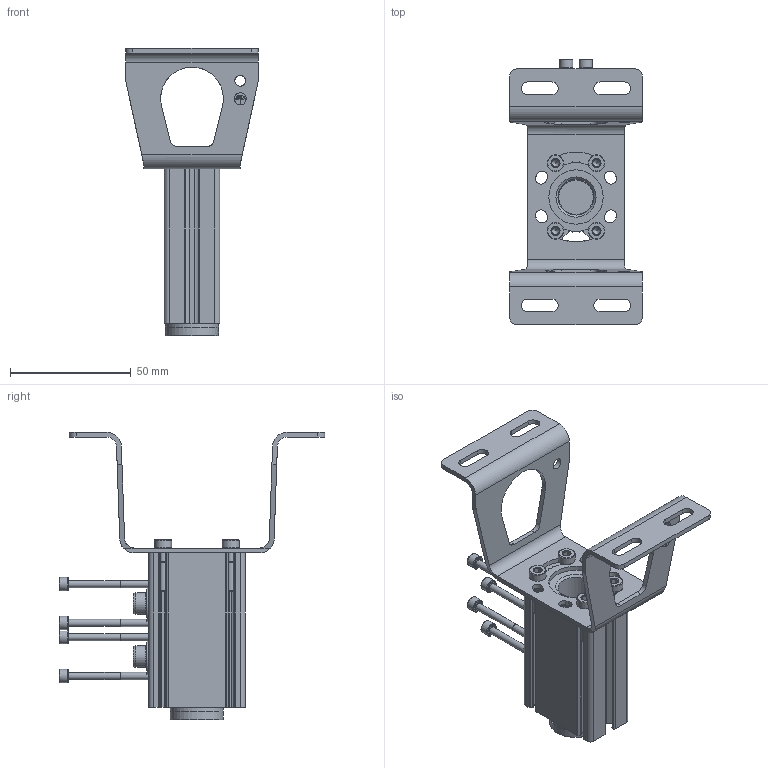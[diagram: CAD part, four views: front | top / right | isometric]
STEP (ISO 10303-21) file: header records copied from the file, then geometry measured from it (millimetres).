
FILE_DESCRIPTION(/* description */ ('STEP AP214'),/* implementation_level */ '2;1');
FILE_NAME(/* name */ '576414_VABM-B10-20-G38-2-P53-E',/* time_stamp */ '2024-09-15T21:15:54+02:00',/* author */ ('License CC BY-ND 4.0'),/* organization */ ('CADENAS'),/* preprocessor_version */ 'ST-DEVELOPER v19.3',/* originating_system */ 'PARTsolutions',/* authorisation */ ' ');
FILE_SCHEMA (('AUTOMOTIVE_DESIGN {1 0 10303 214 3 1 1}'));
Length unit declared in the file: millimetre
Products named in the file (7): 576414 VABM-B10-20-G38-2-P53-E; 576414 VABM-B10-20-G38-2-P53-E---(M); 1354302 VUVS-G18---(S); 2833702 F-M3x40-10.9; 3570 B-3/8---(Plug); 1485686 VAME-B10-20-A-E---(V); 3041592 F-M4x18/12
Assembly tree (13 placements, depth 2):
  576414 VABM-B10-20-G38-2-P53-E
    576414 VABM-B10-20-G38-2-P53-E---(M)
    1354302 VUVS-G18---(S)  x2
    2833702 F-M3x40-10.9  x4
    3570 B-3/8---(Plug)
    1485686 VAME-B10-20-A-E---(V)
    3041592 F-M4x18/12  x4
Bounding box: 55 x 110.1 x 119.2 mm (x, y, z)
Volume: 60430.5 mm3; surface area: 38834.9 mm2
Topology: 13 solids, 13 shells, 558 faces, 1387 edges, 887 vertices
Faces by surface type: plane 310, cylinder 170, cone 57, torus 21
Full cylindrical faces by diameter (mm): 2.459 x4, 2.92 x4, 3 x4, 3.242 x1, 3.45 x4, 4 x4, 4.5 x2, 5 x3, 5.5 x4, 6 x4, 7 x4, 8.9 x2, 10.8 x2, 14.3 x1, 14.95 x2, 15 x2, 16.662 x1, 19.8 x1, 22 x2, 22.5 x1
Entity records: 11001 total; most frequent: CARTESIAN_POINT 1941, DIRECTION 1900, ORIENTED_EDGE 1712, EDGE_CURVE 856, AXIS2_PLACEMENT_3D 688, VERTEX_POINT 601, LINE 524, VECTOR 524
